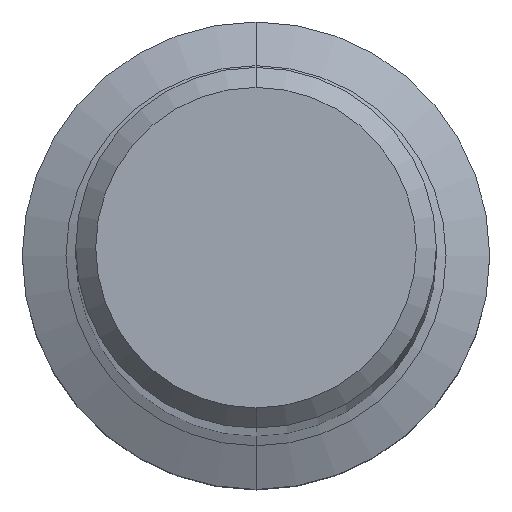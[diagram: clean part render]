
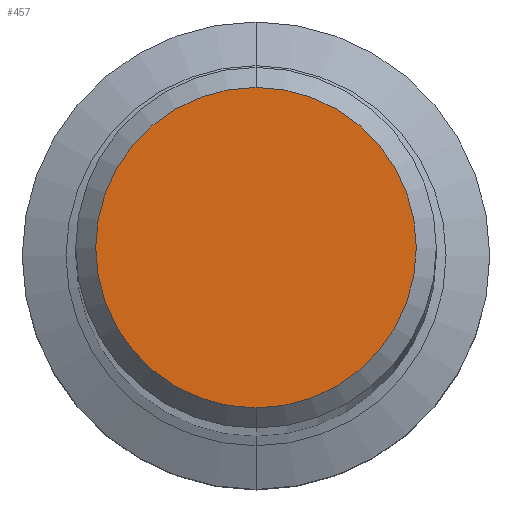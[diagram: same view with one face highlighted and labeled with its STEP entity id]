
A CAD part, top view. The second image highlights one B-rep face of the part: STEP entity #457.
In plain terms, the highlighted planar face has unit normal (0, 0, 1).
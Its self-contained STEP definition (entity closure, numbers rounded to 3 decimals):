
#243=VERTEX_POINT('',#602);
#393=VERTEX_POINT('',#774);
#405=EDGE_CURVE('',#393,#243,#786,.T.);
#457=ADVANCED_FACE('',(#844),#845,.T.);
#501=EDGE_CURVE('',#243,#393,#892,.T.);
#602=CARTESIAN_POINT('',(0.0,4.8,0.0));
#774=CARTESIAN_POINT('',(0.,-4.8,0.0));
#786=CIRCLE('',#1364,4.8);
#844=FACE_OUTER_BOUND('',#1485,.T.);
#845=PLANE('',#1486);
#892=CIRCLE('',#1599,4.8);
#1364=AXIS2_PLACEMENT_3D('',#1962,#1963,#1964);
#1485=EDGE_LOOP('',(#2033,#2034));
#1486=AXIS2_PLACEMENT_3D('',#2035,#2036,#2037);
#1599=AXIS2_PLACEMENT_3D('',#2085,#2086,#2087);
#1962=CARTESIAN_POINT('',(0.0,0.0,0.0));
#1963=DIRECTION('',(0.0,0.0,-1.0));
#1964=DIRECTION('',(0.0,1.0,0.0));
#2033=ORIENTED_EDGE('',*,*,#501,.F.);
#2034=ORIENTED_EDGE('',*,*,#405,.F.);
#2035=CARTESIAN_POINT('',(0.0,2.4,0.0));
#2036=DIRECTION('',(-0.0,0.0,1.0));
#2037=DIRECTION('',(0.0,-1.0,0.0));
#2085=CARTESIAN_POINT('',(0.0,0.0,0.0));
#2086=DIRECTION('',(0.0,0.0,-1.0));
#2087=DIRECTION('',(0.0,1.0,0.0));
